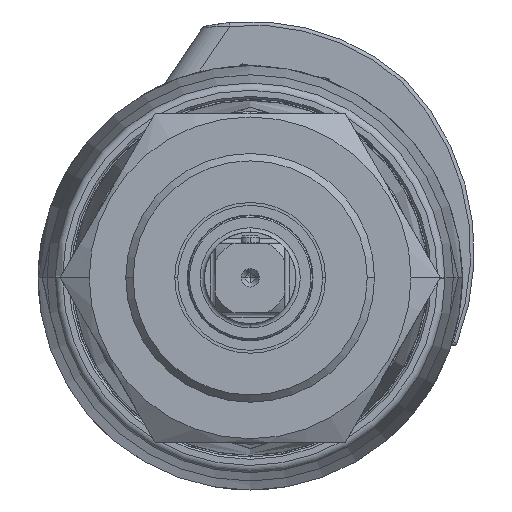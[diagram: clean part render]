
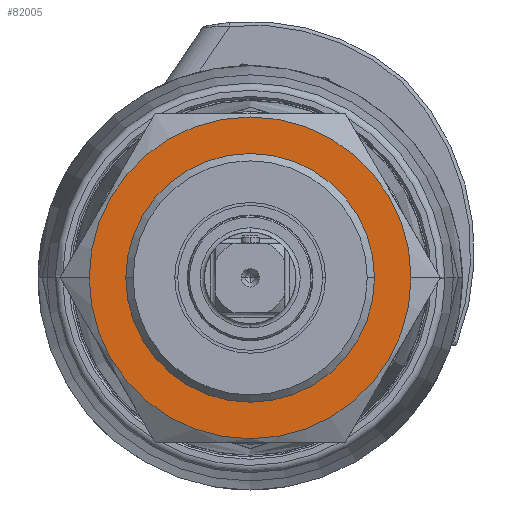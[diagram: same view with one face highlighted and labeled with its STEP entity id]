
A CAD part, left-side view. The second image highlights one B-rep face of the part: STEP entity #82005.
In plain terms, the highlighted planar face has unit normal (-1, 0, 0).
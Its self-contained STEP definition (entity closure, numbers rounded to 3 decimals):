
#72601=CARTESIAN_POINT('',(-121.,0.,0.));
#72602=DIRECTION('',(1.,0.,0.));
#72603=DIRECTION('',(0.,-1.,0.));
#72604=AXIS2_PLACEMENT_3D('',#72601,#72602,#72603);
#72619=CARTESIAN_POINT('',(-121.,0.,0.));
#72620=DIRECTION('',(-1.,0.,0.));
#72621=DIRECTION('',(0.,1.,0.));
#72622=AXIS2_PLACEMENT_3D('',#72619,#72620,#72621);
#72624=CARTESIAN_POINT('',(-121.,0.,0.));
#72625=DIRECTION('',(-1.,0.,0.));
#72626=DIRECTION('',(0.,-1.,0.));
#72627=AXIS2_PLACEMENT_3D('',#72624,#72625,#72626);
#79015=CARTESIAN_POINT('',(-121.,0.,0.));
#79016=DIRECTION('',(1.,0.,0.));
#79017=DIRECTION('',(0.,1.,0.));
#79018=AXIS2_PLACEMENT_3D('',#79015,#79016,#79017);
#80133=CARTESIAN_POINT('',(-121.,22.,0.));
#80134=CARTESIAN_POINT('',(-121.,-22.,0.));
#80135=VERTEX_POINT('',#80133);
#80136=VERTEX_POINT('',#80134);
#80143=CARTESIAN_POINT('',(-121.,17.,0.));
#80144=CARTESIAN_POINT('',(-121.,-17.,0.));
#80145=VERTEX_POINT('',#80143);
#80146=VERTEX_POINT('',#80144);
#81989=CARTESIAN_POINT('',(-121.,0.,0.));
#81990=DIRECTION('',(1.,0.,0.));
#81991=DIRECTION('',(0.,0.,-1.));
#81992=AXIS2_PLACEMENT_3D('',#81989,#81990,#81991);
#81993=PLANE('',#81992);
#81995=ORIENTED_EDGE('',*,*,#81994,.F.);
#81997=ORIENTED_EDGE('',*,*,#81996,.F.);
#81998=EDGE_LOOP('',(#81995,#81997));
#81999=FACE_OUTER_BOUND('',#81998,.F.);
#82001=ORIENTED_EDGE('',*,*,#82000,.F.);
#82002=ORIENTED_EDGE('',*,*,#81979,.F.);
#82003=EDGE_LOOP('',(#82001,#82002));
#82004=FACE_BOUND('',#82003,.F.);
#82005=ADVANCED_FACE('',(#81999,#82004),#81993,.F.);
#72605=CIRCLE('',#72604,17.);
#72623=CIRCLE('',#72622,22.);
#72628=CIRCLE('',#72627,22.);
#79019=CIRCLE('',#79018,17.);
#81979=EDGE_CURVE('',#80146,#80145,#72605,.T.);
#81994=EDGE_CURVE('',#80135,#80136,#72623,.T.);
#81996=EDGE_CURVE('',#80136,#80135,#72628,.T.);
#82000=EDGE_CURVE('',#80145,#80146,#79019,.T.);
